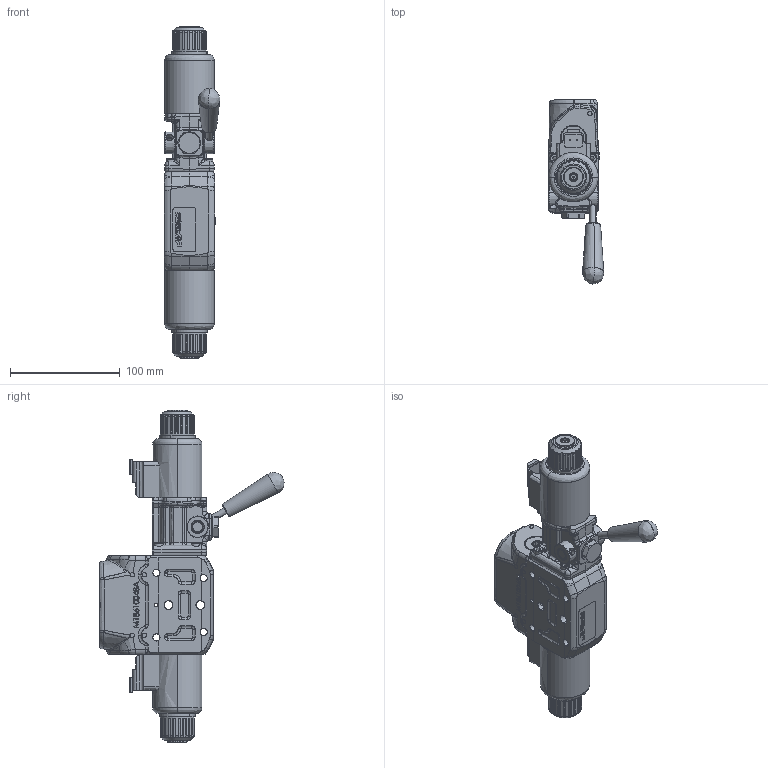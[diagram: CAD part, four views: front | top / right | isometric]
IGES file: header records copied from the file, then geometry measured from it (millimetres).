
Start section: SolidWorks IGES file using analytic representation for surfaces
Global section: file name: CFS3CQ-----6Z1.igs; native system: SolidWorks 2014; preprocessor: SolidWorks 2014; author: serviziopdm; date: 160829.151827; units: millimetre
Bounding box: 50.73 x 167.81 x 302.5 mm (x, y, z)
Surface area: 105185.5 mm2 (no closed solid volume)
Topology: 0 solids, 0 shells, 1511 faces, 20282 edges, 20246 vertices
Faces by surface type: bspline 781, revolution 730
